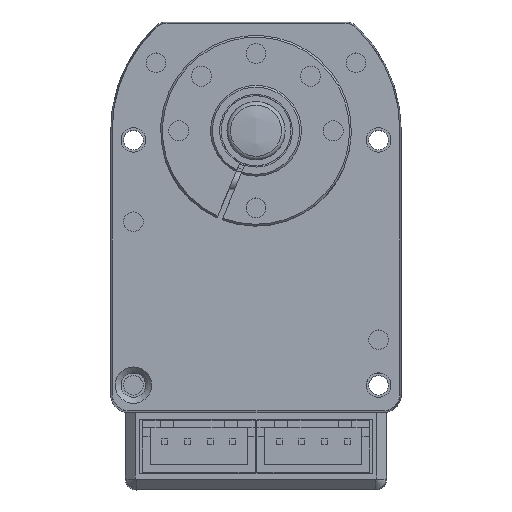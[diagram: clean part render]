
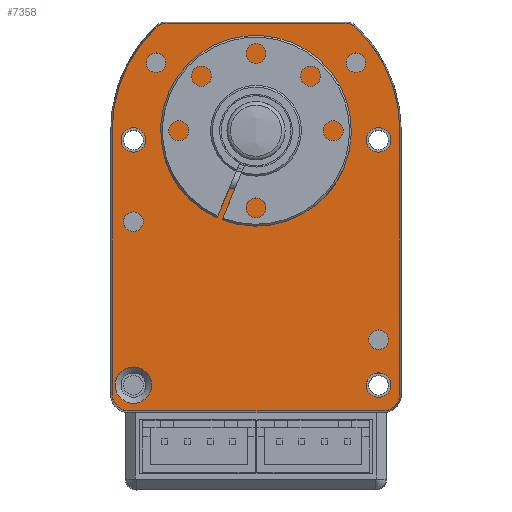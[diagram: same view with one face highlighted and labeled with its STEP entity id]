
A CAD part, top view. The second image highlights one B-rep face of the part: STEP entity #7358.
In plain terms, the highlighted planar face has unit normal (0, 0, 1).
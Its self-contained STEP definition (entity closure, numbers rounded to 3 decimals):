
#169=FACE_BOUND('',#1049,.T.);
#170=FACE_BOUND('',#1050,.T.);
#171=FACE_BOUND('',#1051,.T.);
#172=FACE_BOUND('',#1052,.T.);
#173=FACE_BOUND('',#1053,.T.);
#174=FACE_BOUND('',#1054,.T.);
#175=FACE_BOUND('',#1055,.T.);
#176=FACE_BOUND('',#1056,.T.);
#177=FACE_BOUND('',#1057,.T.);
#288=PLANE('',#7957);
#615=FACE_OUTER_BOUND('',#1048,.T.);
#1048=EDGE_LOOP('',(#5444,#5445,#5446,#5447,#5448,#5449,#5450,#5451,#5452,
#5453));
#1049=EDGE_LOOP('',(#5454));
#1050=EDGE_LOOP('',(#5455));
#1051=EDGE_LOOP('',(#5456));
#1052=EDGE_LOOP('',(#5457));
#1053=EDGE_LOOP('',(#5458));
#1054=EDGE_LOOP('',(#5459));
#1055=EDGE_LOOP('',(#5460));
#1056=EDGE_LOOP('',(#5461));
#1057=EDGE_LOOP('',(#5462));
#1538=LINE('',#11371,#2216);
#1543=LINE('',#11389,#2221);
#1547=LINE('',#11401,#2225);
#1551=LINE('',#11413,#2229);
#2216=VECTOR('',#9034,10.);
#2221=VECTOR('',#9053,10.);
#2225=VECTOR('',#9065,10.);
#2229=VECTOR('',#9077,10.);
#2883=CIRCLE('',#7891,2.);
#2900=CIRCLE('',#7922,1.075);
#2901=CIRCLE('',#7924,1.35);
#2902=CIRCLE('',#7926,1.075);
#2903=CIRCLE('',#7928,1.35);
#2904=CIRCLE('',#7930,1.35);
#2905=CIRCLE('',#7932,1.075);
#2906=CIRCLE('',#7934,1.075);
#2908=CIRCLE('',#7937,1.843);
#2910=CIRCLE('',#7941,1.843);
#2912=CIRCLE('',#7944,15.843);
#2914=CIRCLE('',#7948,1.843);
#2916=CIRCLE('',#7952,1.843);
#2918=CIRCLE('',#7956,15.843);
#2919=CIRCLE('',#7958,6.);
#3303=VERTEX_POINT('',#11277);
#3320=VERTEX_POINT('',#11331);
#3321=VERTEX_POINT('',#11335);
#3322=VERTEX_POINT('',#11339);
#3323=VERTEX_POINT('',#11343);
#3324=VERTEX_POINT('',#11347);
#3325=VERTEX_POINT('',#11351);
#3326=VERTEX_POINT('',#11355);
#3329=VERTEX_POINT('',#11362);
#3330=VERTEX_POINT('',#11364);
#3332=VERTEX_POINT('',#11370);
#3334=VERTEX_POINT('',#11376);
#3336=VERTEX_POINT('',#11382);
#3338=VERTEX_POINT('',#11388);
#3340=VERTEX_POINT('',#11394);
#3342=VERTEX_POINT('',#11400);
#3344=VERTEX_POINT('',#11406);
#3346=VERTEX_POINT('',#11412);
#3347=VERTEX_POINT('',#11419);
#4096=EDGE_CURVE('',#3303,#3303,#2883,.T.);
#4119=EDGE_CURVE('',#3320,#3320,#2900,.T.);
#4121=EDGE_CURVE('',#3321,#3321,#2901,.T.);
#4123=EDGE_CURVE('',#3322,#3322,#2902,.T.);
#4125=EDGE_CURVE('',#3323,#3323,#2903,.T.);
#4127=EDGE_CURVE('',#3324,#3324,#2904,.T.);
#4129=EDGE_CURVE('',#3325,#3325,#2905,.T.);
#4131=EDGE_CURVE('',#3326,#3326,#2906,.T.);
#4135=EDGE_CURVE('',#3330,#3329,#2908,.T.);
#4138=EDGE_CURVE('',#3332,#3330,#1538,.T.);
#4141=EDGE_CURVE('',#3334,#3332,#2910,.T.);
#4144=EDGE_CURVE('',#3336,#3334,#2912,.T.);
#4147=EDGE_CURVE('',#3338,#3336,#1543,.T.);
#4150=EDGE_CURVE('',#3340,#3338,#2914,.T.);
#4153=EDGE_CURVE('',#3342,#3340,#1547,.T.);
#4156=EDGE_CURVE('',#3344,#3342,#2916,.T.);
#4159=EDGE_CURVE('',#3346,#3344,#1551,.T.);
#4162=EDGE_CURVE('',#3329,#3346,#2918,.T.);
#4163=EDGE_CURVE('',#3347,#3347,#2919,.T.);
#5444=ORIENTED_EDGE('',*,*,#4162,.T.);
#5445=ORIENTED_EDGE('',*,*,#4159,.T.);
#5446=ORIENTED_EDGE('',*,*,#4156,.T.);
#5447=ORIENTED_EDGE('',*,*,#4153,.T.);
#5448=ORIENTED_EDGE('',*,*,#4150,.T.);
#5449=ORIENTED_EDGE('',*,*,#4147,.T.);
#5450=ORIENTED_EDGE('',*,*,#4144,.T.);
#5451=ORIENTED_EDGE('',*,*,#4141,.T.);
#5452=ORIENTED_EDGE('',*,*,#4138,.T.);
#5453=ORIENTED_EDGE('',*,*,#4135,.T.);
#5454=ORIENTED_EDGE('',*,*,#4096,.T.);
#5455=ORIENTED_EDGE('',*,*,#4131,.T.);
#5456=ORIENTED_EDGE('',*,*,#4129,.T.);
#5457=ORIENTED_EDGE('',*,*,#4127,.T.);
#5458=ORIENTED_EDGE('',*,*,#4125,.T.);
#5459=ORIENTED_EDGE('',*,*,#4123,.T.);
#5460=ORIENTED_EDGE('',*,*,#4163,.F.);
#5461=ORIENTED_EDGE('',*,*,#4121,.T.);
#5462=ORIENTED_EDGE('',*,*,#4119,.T.);
#7358=ADVANCED_FACE('',(#615,#169,#170,#171,#172,#173,#174,#175,#176,#177),
#288,.F.);
#7891=AXIS2_PLACEMENT_3D('',#11278,#8922,#8923);
#7922=AXIS2_PLACEMENT_3D('',#11332,#8990,#8991);
#7924=AXIS2_PLACEMENT_3D('',#11336,#8995,#8996);
#7926=AXIS2_PLACEMENT_3D('',#11340,#9000,#9001);
#7928=AXIS2_PLACEMENT_3D('',#11344,#9005,#9006);
#7930=AXIS2_PLACEMENT_3D('',#11348,#9010,#9011);
#7932=AXIS2_PLACEMENT_3D('',#11352,#9015,#9016);
#7934=AXIS2_PLACEMENT_3D('',#11356,#9020,#9021);
#7937=AXIS2_PLACEMENT_3D('',#11365,#9028,#9029);
#7941=AXIS2_PLACEMENT_3D('',#11377,#9040,#9041);
#7944=AXIS2_PLACEMENT_3D('',#11383,#9047,#9048);
#7948=AXIS2_PLACEMENT_3D('',#11395,#9059,#9060);
#7952=AXIS2_PLACEMENT_3D('',#11407,#9071,#9072);
#7956=AXIS2_PLACEMENT_3D('',#11417,#9083,#9084);
#7957=AXIS2_PLACEMENT_3D('',#11418,#9085,#9086);
#7958=AXIS2_PLACEMENT_3D('',#11420,#9087,#9088);
#8922=DIRECTION('center_axis',(0.,0.,
-1.));
#8923=DIRECTION('ref_axis',(1.,0.,0.));
#8990=DIRECTION('center_axis',(0.,0.,
-1.));
#8991=DIRECTION('ref_axis',(1.,0.,0.));
#8995=DIRECTION('center_axis',(0.,0.,
-1.));
#8996=DIRECTION('ref_axis',(1.,0.,0.));
#9000=DIRECTION('center_axis',(0.,0.,
-1.));
#9001=DIRECTION('ref_axis',(1.,0.,0.));
#9005=DIRECTION('center_axis',(0.,0.,
-1.));
#9006=DIRECTION('ref_axis',(1.,0.,0.));
#9010=DIRECTION('center_axis',(0.,0.,
-1.));
#9011=DIRECTION('ref_axis',(1.,0.,0.));
#9015=DIRECTION('center_axis',(0.,0.,
-1.));
#9016=DIRECTION('ref_axis',(1.,0.,0.));
#9020=DIRECTION('center_axis',(0.,0.,
-1.));
#9021=DIRECTION('ref_axis',(1.,0.,0.));
#9028=DIRECTION('center_axis',(0.,0.,
1.));
#9029=DIRECTION('ref_axis',(0.7,-0.714,0.));
#9034=DIRECTION('',(1.,0.,0.));
#9040=DIRECTION('center_axis',(0.,0.,
1.));
#9041=DIRECTION('ref_axis',(0.,-1.,0.));
#9047=DIRECTION('center_axis',(0.,0.,
1.));
#9048=DIRECTION('ref_axis',(-0.7,-0.714,0.));
#9053=DIRECTION('',(0.,-1.,0.));
#9059=DIRECTION('center_axis',(0.,0.,
1.));
#9060=DIRECTION('ref_axis',(-1.,0.,0.));
#9065=DIRECTION('',(-1.,0.,0.));
#9071=DIRECTION('center_axis',(0.,0.,
1.));
#9072=DIRECTION('ref_axis',(0.,1.,0.));
#9077=DIRECTION('',(0.,1.,0.));
#9083=DIRECTION('center_axis',(0.,0.,
1.));
#9084=DIRECTION('ref_axis',(1.,0.,0.));
#9085=DIRECTION('center_axis',(0.,0.,
-1.));
#9086=DIRECTION('ref_axis',(1.,0.,0.));
#9087=DIRECTION('center_axis',(0.,0.,
1.));
#9088=DIRECTION('ref_axis',(1.,0.,0.));
#11277=CARTESIAN_POINT('',(11.5,28.,34.269));
#11278=CARTESIAN_POINT('Origin',(13.5,28.,34.269));
#11331=CARTESIAN_POINT('',(-14.575,23.,34.269));
#11332=CARTESIAN_POINT('Origin',(-13.5,23.,34.269));
#11335=CARTESIAN_POINT('',(-14.85,1.,34.269));
#11336=CARTESIAN_POINT('Origin',(-13.5,1.,34.269));
#11339=CARTESIAN_POINT('',(9.925,-7.5,34.269));
#11340=CARTESIAN_POINT('Origin',(11.,-7.5,34.269));
#11343=CARTESIAN_POINT('',(-14.85,28.,34.269));
#11344=CARTESIAN_POINT('Origin',(-13.5,28.,34.269));
#11347=CARTESIAN_POINT('',(12.15,1.,34.269));
#11348=CARTESIAN_POINT('Origin',(13.5,1.,34.269));
#11351=CARTESIAN_POINT('',(-12.075,-7.5,34.269));
#11352=CARTESIAN_POINT('Origin',(-11.,-7.5,34.269));
#11355=CARTESIAN_POINT('',(12.425,10.003,34.269));
#11356=CARTESIAN_POINT('Origin',(13.5,10.003,34.269));
#11362=CARTESIAN_POINT('',(11.088,-11.316,34.269));
#11364=CARTESIAN_POINT('',(9.798,-11.843,34.269));
#11365=CARTESIAN_POINT('Origin',(9.798,-10.,34.269));
#11370=CARTESIAN_POINT('',(-9.798,-11.843,34.269));
#11371=CARTESIAN_POINT('',(-4.899,-11.843,34.269));
#11376=CARTESIAN_POINT('',(-11.088,-11.316,34.269));
#11377=CARTESIAN_POINT('Origin',(-9.798,-10.,34.269));
#11382=CARTESIAN_POINT('',(-15.843,0.,34.269));
#11383=CARTESIAN_POINT('Origin',(0.,0.,
34.269));
#11388=CARTESIAN_POINT('',(-15.843,29.,34.269));
#11389=CARTESIAN_POINT('',(-15.843,19.25,34.269));
#11394=CARTESIAN_POINT('',(-14.,30.843,34.269));
#11395=CARTESIAN_POINT('Origin',(-14.,29.,34.269));
#11400=CARTESIAN_POINT('',(14.,30.843,34.269));
#11401=CARTESIAN_POINT('',(7.,30.843,34.269));
#11406=CARTESIAN_POINT('',(15.843,29.,34.269));
#11407=CARTESIAN_POINT('Origin',(14.,29.,34.269));
#11412=CARTESIAN_POINT('',(15.843,0.,34.269));
#11413=CARTESIAN_POINT('',(15.843,4.75,34.269));
#11417=CARTESIAN_POINT('Origin',(0.,0.,
34.269));
#11418=CARTESIAN_POINT('Origin',(0.,9.5,
34.269));
#11419=CARTESIAN_POINT('',(-6.,0.,34.269));
#11420=CARTESIAN_POINT('Origin',(0.,0.,
34.269));
